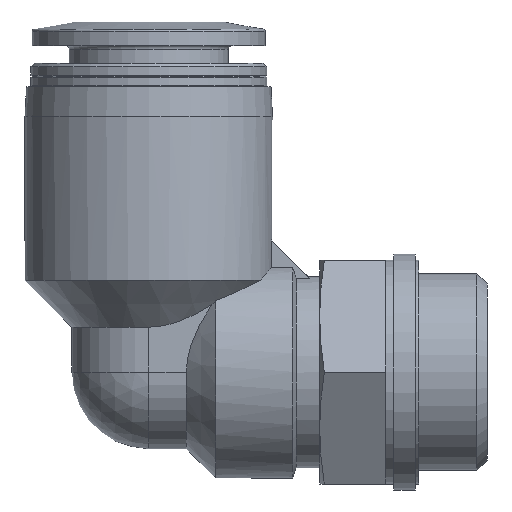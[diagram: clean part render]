
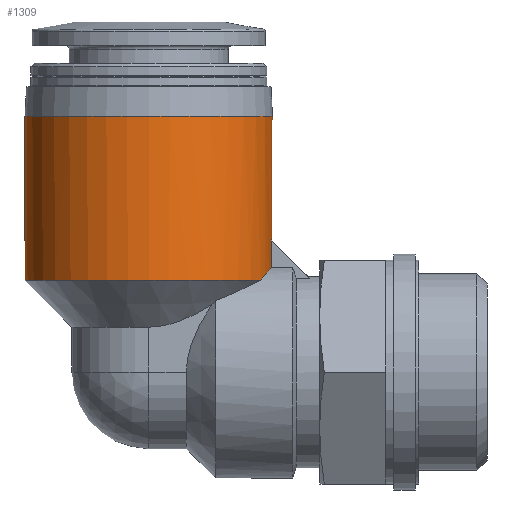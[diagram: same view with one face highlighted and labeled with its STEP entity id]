
A CAD part, left-side view. The second image highlights one B-rep face of the part: STEP entity #1309.
In plain terms, the highlighted cylindrical face has radius 10.5 mm (diameter 21 mm), a full revolution.
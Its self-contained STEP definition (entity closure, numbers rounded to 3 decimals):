
#69=B_SPLINE_CURVE_WITH_KNOTS('',3,(#1802,#1803,#1804,#1805),
 .UNSPECIFIED.,.F.,.F.,(4,4),(0.,0.003),.UNSPECIFIED.);
#70=B_SPLINE_CURVE_WITH_KNOTS('',3,(#1813,#1814,#1815,#1816),
 .UNSPECIFIED.,.F.,.F.,(4,4),(0.006,0.01),
 .UNSPECIFIED.);
#95=LINE('',#1807,#125);
#96=LINE('',#1811,#126);
#125=VECTOR('',#1525,1000.);
#126=VECTOR('',#1528,1000.);
#155=ELLIPSE('',#1388,14.849,10.5);
#164=ORIENTED_EDGE('',*,*,#386,.F.);
#165=ORIENTED_EDGE('',*,*,#387,.T.);
#166=ORIENTED_EDGE('',*,*,#388,.T.);
#167=ORIENTED_EDGE('',*,*,#389,.F.);
#168=ORIENTED_EDGE('',*,*,#390,.F.);
#169=ORIENTED_EDGE('',*,*,#391,.T.);
#170=ORIENTED_EDGE('',*,*,#392,.T.);
#386=EDGE_CURVE('',#497,#498,#573,.T.);
#387=EDGE_CURVE('',#497,#499,#69,.T.);
#388=EDGE_CURVE('',#499,#500,#95,.F.);
#389=EDGE_CURVE('',#501,#500,#155,.T.);
#390=EDGE_CURVE('',#502,#501,#96,.F.);
#391=EDGE_CURVE('',#502,#498,#70,.T.);
#392=EDGE_CURVE('',#503,#503,#574,.T.);
#497=VERTEX_POINT('',#1800);
#498=VERTEX_POINT('',#1801);
#499=VERTEX_POINT('',#1806);
#500=VERTEX_POINT('',#1808);
#501=VERTEX_POINT('',#1810);
#502=VERTEX_POINT('',#1812);
#503=VERTEX_POINT('',#1818);
#573=CIRCLE('',#1387,10.5);
#574=CIRCLE('',#1389,10.5);
#627=EDGE_LOOP('',(#164,#165,#166,#167,#168,#169));
#628=EDGE_LOOP('',(#170));
#728=FACE_BOUND('',#627,.T.);
#729=FACE_BOUND('',#628,.T.);
#827=CYLINDRICAL_SURFACE('',#1386,10.5);
#1309=ADVANCED_FACE('',(#728,#729),#827,.T.);
#1386=AXIS2_PLACEMENT_3D('',#1798,#1521,#1522);
#1387=AXIS2_PLACEMENT_3D('',#1799,#1523,#1524);
#1388=AXIS2_PLACEMENT_3D('',#1809,#1526,#1527);
#1389=AXIS2_PLACEMENT_3D('',#1817,#1529,#1530);
#1521=DIRECTION('',(0.,0.,-1.));
#1522=DIRECTION('',(-1.,0.,0.));
#1523=DIRECTION('',(0.,0.,-1.));
#1524=DIRECTION('',(-1.,0.,0.));
#1525=DIRECTION('',(0.,0.,-1.));
#1526=DIRECTION('',(0.,0.707,-0.707));
#1527=DIRECTION('',(0.,-0.707,-0.707));
#1528=DIRECTION('',(0.,0.,-1.));
#1529=DIRECTION('',(0.,0.,-1.));
#1530=DIRECTION('',(-1.,0.,0.));
#1798=CARTESIAN_POINT('',(0.,22.9,0.));
#1799=CARTESIAN_POINT('',(0.,22.9,7.8));
#1800=CARTESIAN_POINT('',(-4.49,13.408,7.8));
#1801=CARTESIAN_POINT('',(4.49,13.408,7.8));
#1802=CARTESIAN_POINT('',(-4.49,13.408,7.8));
#1803=CARTESIAN_POINT('',(-3.594,12.985,8.316));
#1804=CARTESIAN_POINT('',(-2.577,12.663,8.692));
#1805=CARTESIAN_POINT('',(-1.5,12.508,8.874));
#1806=CARTESIAN_POINT('',(-1.5,12.508,8.874));
#1807=CARTESIAN_POINT('',(-1.5,12.508,0.));
#1808=CARTESIAN_POINT('',(-1.5,12.508,11.208));
#1809=CARTESIAN_POINT('',(0.,22.9,21.6));
#1810=CARTESIAN_POINT('',(1.5,12.508,11.208));
#1811=CARTESIAN_POINT('',(1.5,12.508,0.));
#1812=CARTESIAN_POINT('',(1.5,12.508,8.874));
#1813=CARTESIAN_POINT('',(1.5,12.508,8.874));
#1814=CARTESIAN_POINT('',(2.576,12.663,8.692));
#1815=CARTESIAN_POINT('',(3.595,12.985,8.315));
#1816=CARTESIAN_POINT('',(4.49,13.408,7.8));
#1817=CARTESIAN_POINT('',(0.,22.9,21.7));
#1818=CARTESIAN_POINT('',(-10.5,22.9,21.7));
